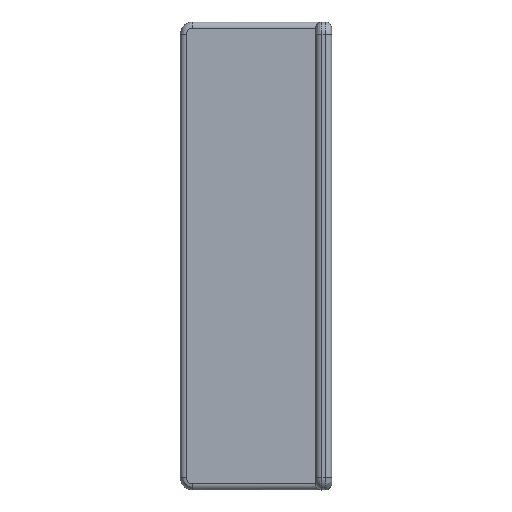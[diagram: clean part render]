
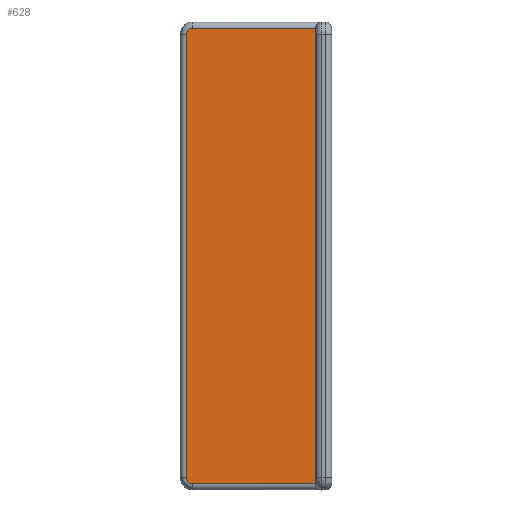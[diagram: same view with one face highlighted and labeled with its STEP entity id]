
A CAD part, left-side view. The second image highlights one B-rep face of the part: STEP entity #628.
In plain terms, the highlighted planar face has unit normal (-1, 0, 0).
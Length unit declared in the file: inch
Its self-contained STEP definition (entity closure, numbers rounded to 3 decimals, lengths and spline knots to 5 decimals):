
#40=CIRCLE('',#695,0.01969);
#46=CIRCLE('',#703,0.01969);
#112=FACE_OUTER_BOUND('',#156,.T.);
#156=EDGE_LOOP('',(#469,#470,#471,#472,#473,#474));
#195=LINE('',#1004,#237);
#207=LINE('',#1108,#249);
#208=LINE('',#1109,#250);
#209=LINE('',#1110,#251);
#237=VECTOR('',#793,1.41732);
#249=VECTOR('',#833,1.45669);
#250=VECTOR('',#834,0.3937);
#251=VECTOR('',#835,0.3937);
#281=VERTEX_POINT('',#1000);
#282=VERTEX_POINT('',#1002);
#285=VERTEX_POINT('',#1027);
#296=VERTEX_POINT('',#1102);
#297=VERTEX_POINT('',#1106);
#298=VERTEX_POINT('',#1107);
#337=EDGE_CURVE('',#281,#282,#195,.T.);
#342=EDGE_CURVE('',#285,#282,#40,.T.);
#358=EDGE_CURVE('',#281,#296,#46,.T.);
#359=EDGE_CURVE('',#297,#298,#207,.T.);
#360=EDGE_CURVE('',#298,#296,#208,.T.);
#361=EDGE_CURVE('',#285,#297,#209,.T.);
#469=ORIENTED_EDGE('',*,*,#359,.T.);
#470=ORIENTED_EDGE('',*,*,#360,.T.);
#471=ORIENTED_EDGE('',*,*,#358,.F.);
#472=ORIENTED_EDGE('',*,*,#337,.T.);
#473=ORIENTED_EDGE('',*,*,#342,.F.);
#474=ORIENTED_EDGE('',*,*,#361,.T.);
#610=PLANE('',#704);
#628=ADVANCED_FACE('',(#112),#610,.T.);
#695=AXIS2_PLACEMENT_3D('',#1029,#803,#804);
#703=AXIS2_PLACEMENT_3D('',#1104,#829,#830);
#704=AXIS2_PLACEMENT_3D('',#1105,#831,#832);
#793=DIRECTION('',(0.,0.,-1.));
#803=DIRECTION('center_axis',(1.,0.,0.));
#804=DIRECTION('ref_axis',(0.,1.,0.));
#829=DIRECTION('center_axis',(1.,0.,0.));
#830=DIRECTION('ref_axis',(0.,0.,1.));
#831=DIRECTION('center_axis',(-1.,0.,0.));
#832=DIRECTION('ref_axis',(0.,0.,1.));
#833=DIRECTION('',(0.,0.,1.));
#834=DIRECTION('',(0.,1.,0.));
#835=DIRECTION('',(0.,-1.,0.));
#1000=CARTESIAN_POINT('',(-0.03937,0.46457,0.70866));
#1002=CARTESIAN_POINT('',(-0.03937,0.46457,-0.70866));
#1004=CARTESIAN_POINT('',(-0.03937,0.46457,0.70866));
#1027=CARTESIAN_POINT('',(-0.03937,0.44488,-0.72835));
#1029=CARTESIAN_POINT('Origin',(-0.03937,0.44488,-0.70866));
#1102=CARTESIAN_POINT('',(-0.03937,0.44488,0.72835));
#1104=CARTESIAN_POINT('Origin',(-0.03937,0.44488,0.70866));
#1105=CARTESIAN_POINT('Origin',(-0.03937,0.48425,-0.74803));
#1106=CARTESIAN_POINT('',(-0.03937,0.05118,-0.72835));
#1107=CARTESIAN_POINT('',(-0.03937,0.05118,0.72835));
#1108=CARTESIAN_POINT('',(-0.03937,0.05118,-0.72835));
#1109=CARTESIAN_POINT('',(-0.03937,0.05118,0.72835));
#1110=CARTESIAN_POINT('',(-0.03937,0.44488,-0.72835));
